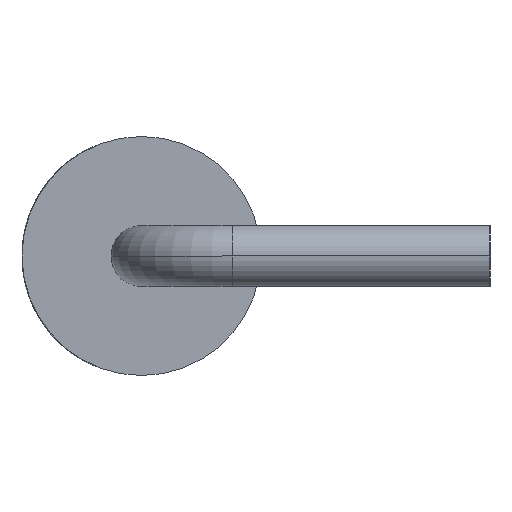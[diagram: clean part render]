
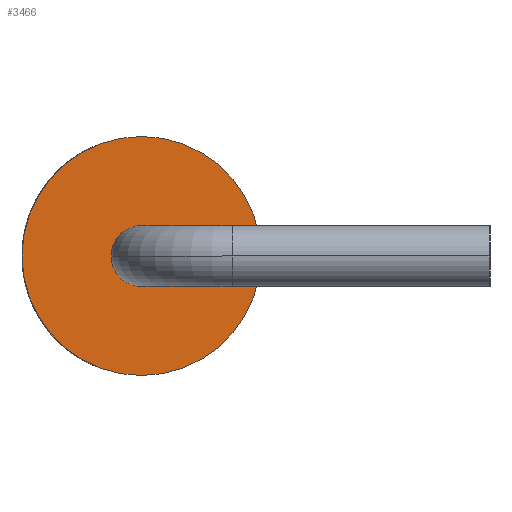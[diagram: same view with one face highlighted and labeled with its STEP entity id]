
A CAD part, left-side view. The second image highlights one B-rep face of the part: STEP entity #3466.
In plain terms, the highlighted planar face has unit normal (-1, 0, 0).
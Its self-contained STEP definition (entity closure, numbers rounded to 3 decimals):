
#60 = VERTEX_POINT ( 'NONE', #3585 ) ;
#179 = EDGE_CURVE ( 'NONE', #60, #3374, #1371, .T. ) ;
#289 = ORIENTED_EDGE ( 'NONE', *, *, #3848, .F. ) ;
#327 = CIRCLE ( 'NONE', #2045, 0.61 ) ;
#429 = VERTEX_POINT ( 'NONE', #3099 ) ;
#625 = PLANE ( 'NONE',  #4251 ) ;
#706 = DIRECTION ( 'NONE',  ( 1., 0., 0. ) ) ;
#712 = DIRECTION ( 'NONE',  ( 1., 0., 0. ) ) ;
#860 = DIRECTION ( 'NONE',  ( 0., 0., -1. ) ) ;
#943 = ORIENTED_EDGE ( 'NONE', *, *, #1417, .F. ) ;
#1226 = FACE_OUTER_BOUND ( 'NONE', #4328, .T. ) ;
#1371 = CIRCLE ( 'NONE', #4007, 2.4 ) ;
#1417 = EDGE_CURVE ( 'NONE', #429, #1531, #4027, .T. ) ;
#1531 = VERTEX_POINT ( 'NONE', #4086 ) ;
#2045 = AXIS2_PLACEMENT_3D ( 'NONE', #2883, #2565, #3294 ) ;
#2237 = EDGE_LOOP ( 'NONE', ( #2842, #943 ) ) ;
#2271 = CARTESIAN_POINT ( 'NONE',  ( 3.385, 4.4, 0. ) ) ;
#2417 = AXIS2_PLACEMENT_3D ( 'NONE', #3896, #706, #3133 ) ;
#2472 = DIRECTION ( 'NONE',  ( 0., 0., -1. ) ) ;
#2479 = CARTESIAN_POINT ( 'NONE',  ( 3.385, 4.4, 2.4 ) ) ;
#2565 = DIRECTION ( 'NONE',  ( -1., 0., 0. ) ) ;
#2646 = CIRCLE ( 'NONE', #2417, 2.4 ) ;
#2842 = ORIENTED_EDGE ( 'NONE', *, *, #3935, .F. ) ;
#2883 = CARTESIAN_POINT ( 'NONE',  ( 3.385, 4.4, 0. ) ) ;
#2931 = CARTESIAN_POINT ( 'NONE',  ( 3.385, 4.4, 0. ) ) ;
#3099 = CARTESIAN_POINT ( 'NONE',  ( 3.385, 5.01, 0. ) ) ;
#3133 = DIRECTION ( 'NONE',  ( 0., 0., -1. ) ) ;
#3294 = DIRECTION ( 'NONE',  ( 0., 0., -1. ) ) ;
#3374 = VERTEX_POINT ( 'NONE', #2479 ) ;
#3387 = DIRECTION ( 'NONE',  ( 1., 0., 0. ) ) ;
#3466 = ADVANCED_FACE ( 'NONE', ( #4110, #1226 ), #625, .F. ) ;
#3585 = CARTESIAN_POINT ( 'NONE',  ( 3.385, 4.4, -2.4 ) ) ;
#3848 = EDGE_CURVE ( 'NONE', #3374, #60, #2646, .T. ) ;
#3850 = CARTESIAN_POINT ( 'NONE',  ( 3.385, 4.4, 0. ) ) ;
#3896 = CARTESIAN_POINT ( 'NONE',  ( 3.385, 4.4, 0. ) ) ;
#3935 = EDGE_CURVE ( 'NONE', #1531, #429, #327, .T. ) ;
#4007 = AXIS2_PLACEMENT_3D ( 'NONE', #3850, #712, #2472 ) ;
#4027 = CIRCLE ( 'NONE', #4228, 0.61 ) ;
#4086 = CARTESIAN_POINT ( 'NONE',  ( 3.385, 3.79, 0. ) ) ;
#4110 = FACE_BOUND ( 'NONE', #2237, .T. ) ;
#4228 = AXIS2_PLACEMENT_3D ( 'NONE', #2931, #4317, #860 ) ;
#4251 = AXIS2_PLACEMENT_3D ( 'NONE', #2271, #3387, #4436 ) ;
#4317 = DIRECTION ( 'NONE',  ( -1., 0., 0. ) ) ;
#4328 = EDGE_LOOP ( 'NONE', ( #289, #4474 ) ) ;
#4436 = DIRECTION ( 'NONE',  ( 0., 0., -1. ) ) ;
#4474 = ORIENTED_EDGE ( 'NONE', *, *, #179, .F. ) ;
